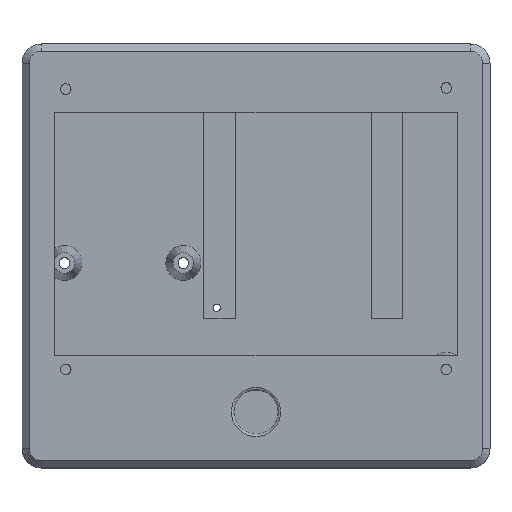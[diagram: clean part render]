
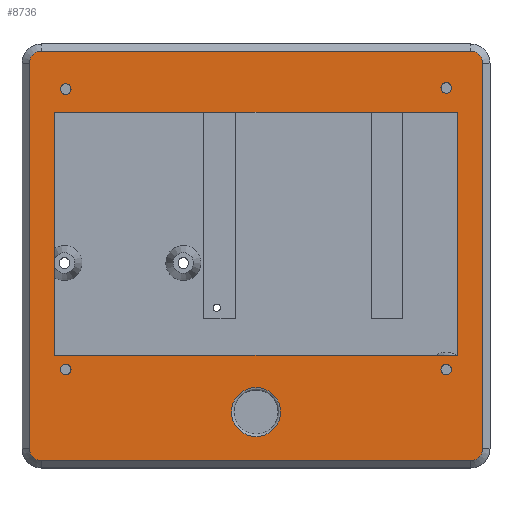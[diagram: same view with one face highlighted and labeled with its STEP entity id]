
A CAD part, top view. The second image highlights one B-rep face of the part: STEP entity #8736.
In plain terms, the highlighted planar face has unit normal (0, 0, 1).
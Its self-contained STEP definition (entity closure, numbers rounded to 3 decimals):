
#637=FACE_BOUND('',#1765,.T.);
#638=FACE_BOUND('',#1766,.T.);
#639=FACE_BOUND('',#1767,.T.);
#640=FACE_BOUND('',#1768,.T.);
#641=FACE_BOUND('',#1769,.T.);
#642=FACE_BOUND('',#1770,.T.);
#824=PLANE('',#9154);
#1236=FACE_OUTER_BOUND('',#1764,.T.);
#1764=EDGE_LOOP('',(#7967,#7968,#7969,#7970,#7971,#7972,#7973,#7974));
#1765=EDGE_LOOP('',(#7975));
#1766=EDGE_LOOP('',(#7976));
#1767=EDGE_LOOP('',(#7977,#7978));
#1768=EDGE_LOOP('',(#7979));
#1769=EDGE_LOOP('',(#7980,#7981,#7982,#7983));
#1770=EDGE_LOOP('',(#7984));
#2560=LINE('',#24738,#3367);
#2561=LINE('',#24742,#3368);
#2562=LINE('',#24746,#3369);
#2563=LINE('',#24750,#3370);
#2564=LINE('',#24754,#3371);
#2565=LINE('',#24756,#3372);
#2566=LINE('',#24758,#3373);
#2567=LINE('',#24759,#3374);
#3367=VECTOR('',#10642,10.);
#3368=VECTOR('',#10645,10.);
#3369=VECTOR('',#10648,10.);
#3370=VECTOR('',#10651,10.);
#3371=VECTOR('',#10654,10.);
#3372=VECTOR('',#10655,10.);
#3373=VECTOR('',#10656,10.);
#3374=VECTOR('',#10657,10.);
#3527=CIRCLE('',#9134,2.2);
#3529=CIRCLE('',#9137,2.2);
#3531=CIRCLE('',#9140,2.2);
#3533=CIRCLE('',#9143,2.2);
#3535=CIRCLE('',#9146,2.2);
#3536=CIRCLE('',#9148,10.1);
#3541=CIRCLE('',#9155,5.);
#3542=CIRCLE('',#9156,5.);
#3543=CIRCLE('',#9157,5.);
#3544=CIRCLE('',#9158,5.);
#4315=VERTEX_POINT('',#24696);
#4317=VERTEX_POINT('',#24702);
#4320=VERTEX_POINT('',#24709);
#4321=VERTEX_POINT('',#24711);
#4323=VERTEX_POINT('',#24720);
#4324=VERTEX_POINT('',#24724);
#4328=VERTEX_POINT('',#24736);
#4329=VERTEX_POINT('',#24737);
#4330=VERTEX_POINT('',#24739);
#4331=VERTEX_POINT('',#24741);
#4332=VERTEX_POINT('',#24743);
#4333=VERTEX_POINT('',#24745);
#4334=VERTEX_POINT('',#24747);
#4335=VERTEX_POINT('',#24749);
#4336=VERTEX_POINT('',#24752);
#4337=VERTEX_POINT('',#24753);
#4338=VERTEX_POINT('',#24755);
#4339=VERTEX_POINT('',#24757);
#5537=EDGE_CURVE('',#4315,#4315,#3527,.T.);
#5540=EDGE_CURVE('',#4317,#4317,#3529,.T.);
#5543=EDGE_CURVE('',#4321,#4320,#3531,.T.);
#5546=EDGE_CURVE('',#4320,#4321,#3533,.T.);
#5549=EDGE_CURVE('',#4323,#4323,#3535,.T.);
#5550=EDGE_CURVE('',#4324,#4324,#3536,.T.);
#5556=EDGE_CURVE('',#4328,#4329,#2560,.T.);
#5557=EDGE_CURVE('',#4330,#4328,#3541,.T.);
#5558=EDGE_CURVE('',#4331,#4330,#2561,.T.);
#5559=EDGE_CURVE('',#4332,#4331,#3542,.T.);
#5560=EDGE_CURVE('',#4333,#4332,#2562,.T.);
#5561=EDGE_CURVE('',#4334,#4333,#3543,.T.);
#5562=EDGE_CURVE('',#4335,#4334,#2563,.T.);
#5563=EDGE_CURVE('',#4329,#4335,#3544,.T.);
#5564=EDGE_CURVE('',#4336,#4337,#2564,.F.);
#5565=EDGE_CURVE('',#4337,#4338,#2565,.F.);
#5566=EDGE_CURVE('',#4338,#4339,#2566,.F.);
#5567=EDGE_CURVE('',#4339,#4336,#2567,.F.);
#7967=ORIENTED_EDGE('',*,*,#5556,.F.);
#7968=ORIENTED_EDGE('',*,*,#5557,.F.);
#7969=ORIENTED_EDGE('',*,*,#5558,.F.);
#7970=ORIENTED_EDGE('',*,*,#5559,.F.);
#7971=ORIENTED_EDGE('',*,*,#5560,.F.);
#7972=ORIENTED_EDGE('',*,*,#5561,.F.);
#7973=ORIENTED_EDGE('',*,*,#5562,.F.);
#7974=ORIENTED_EDGE('',*,*,#5563,.F.);
#7975=ORIENTED_EDGE('',*,*,#5537,.T.);
#7976=ORIENTED_EDGE('',*,*,#5540,.T.);
#7977=ORIENTED_EDGE('',*,*,#5543,.T.);
#7978=ORIENTED_EDGE('',*,*,#5546,.T.);
#7979=ORIENTED_EDGE('',*,*,#5549,.T.);
#7980=ORIENTED_EDGE('',*,*,#5564,.T.);
#7981=ORIENTED_EDGE('',*,*,#5565,.T.);
#7982=ORIENTED_EDGE('',*,*,#5566,.T.);
#7983=ORIENTED_EDGE('',*,*,#5567,.T.);
#7984=ORIENTED_EDGE('',*,*,#5550,.F.);
#8736=ADVANCED_FACE('',(#1236,#637,#638,#639,#640,#641,#642),#824,.T.);
#9134=AXIS2_PLACEMENT_3D('',#24698,#10595,#10596);
#9137=AXIS2_PLACEMENT_3D('',#24704,#10602,#10603);
#9140=AXIS2_PLACEMENT_3D('',#24712,#10609,#10610);
#9143=AXIS2_PLACEMENT_3D('',#24716,#10616,#10617);
#9146=AXIS2_PLACEMENT_3D('',#24722,#10623,#10624);
#9148=AXIS2_PLACEMENT_3D('',#24725,#10627,#10628);
#9154=AXIS2_PLACEMENT_3D('',#24735,#10640,#10641);
#9155=AXIS2_PLACEMENT_3D('',#24740,#10643,#10644);
#9156=AXIS2_PLACEMENT_3D('',#24744,#10646,#10647);
#9157=AXIS2_PLACEMENT_3D('',#24748,#10649,#10650);
#9158=AXIS2_PLACEMENT_3D('',#24751,#10652,#10653);
#10595=DIRECTION('center_axis',(0.,0.,-1.));
#10596=DIRECTION('ref_axis',(-1.,0.,0.));
#10602=DIRECTION('center_axis',(0.,0.,-1.));
#10603=DIRECTION('ref_axis',(-1.,0.,0.));
#10609=DIRECTION('center_axis',(0.,0.,-1.));
#10610=DIRECTION('ref_axis',(-1.,0.,0.));
#10616=DIRECTION('center_axis',(0.,0.,-1.));
#10617=DIRECTION('ref_axis',(-1.,0.,0.));
#10623=DIRECTION('center_axis',(0.,0.,-1.));
#10624=DIRECTION('ref_axis',(-1.,0.,0.));
#10627=DIRECTION('center_axis',(0.,0.,1.));
#10628=DIRECTION('ref_axis',(-1.,0.,0.));
#10640=DIRECTION('center_axis',(0.,0.,1.));
#10641=DIRECTION('ref_axis',(-1.,0.,0.));
#10642=DIRECTION('',(0.,-1.,0.));
#10643=DIRECTION('center_axis',(0.,0.,-1.));
#10644=DIRECTION('ref_axis',(1.,0.,0.));
#10645=DIRECTION('',(1.,0.,0.));
#10646=DIRECTION('center_axis',(0.,0.,-1.));
#10647=DIRECTION('ref_axis',(0.,1.,0.));
#10648=DIRECTION('',(0.,1.,0.));
#10649=DIRECTION('center_axis',(0.,0.,-1.));
#10650=DIRECTION('ref_axis',(-1.,0.,0.));
#10651=DIRECTION('',(-1.,0.,0.));
#10652=DIRECTION('center_axis',(0.,0.,-1.));
#10653=DIRECTION('ref_axis',(0.,-1.,0.));
#10654=DIRECTION('',(1.,0.,0.));
#10655=DIRECTION('',(0.,-1.,0.));
#10656=DIRECTION('',(-1.,0.,0.));
#10657=DIRECTION('',(0.,1.,0.));
#24696=CARTESIAN_POINT('',(163.1,4.055,48.6));
#24698=CARTESIAN_POINT('Origin',(160.9,4.055,48.6));
#24702=CARTESIAN_POINT('',(163.1,120.115,48.6));
#24704=CARTESIAN_POINT('Origin',(160.9,120.115,48.6));
#24709=CARTESIAN_POINT('',(6.2,4.053,48.6));
#24711=CARTESIAN_POINT('',(1.8,4.053,48.6));
#24712=CARTESIAN_POINT('Origin',(4.,4.05,48.6));
#24716=CARTESIAN_POINT('Origin',(4.,4.055,48.6));
#24720=CARTESIAN_POINT('',(6.2,119.67,48.6));
#24722=CARTESIAN_POINT('Origin',(4.,119.67,48.6));
#24724=CARTESIAN_POINT('',(92.55,-13.5,48.6));
#24725=CARTESIAN_POINT('Origin',(82.45,-13.5,48.6));
#24735=CARTESIAN_POINT('Origin',(82.45,50.885,48.6));
#24736=CARTESIAN_POINT('',(175.9,130.27,48.6));
#24737=CARTESIAN_POINT('',(175.9,-28.5,48.6));
#24738=CARTESIAN_POINT('',(175.9,11.193,48.6));
#24739=CARTESIAN_POINT('',(170.9,135.27,48.6));
#24740=CARTESIAN_POINT('Origin',(170.9,130.27,48.6));
#24741=CARTESIAN_POINT('',(-6.,135.27,48.6));
#24742=CARTESIAN_POINT('',(126.675,135.27,48.6));
#24743=CARTESIAN_POINT('',(-11.,130.27,48.6));
#24744=CARTESIAN_POINT('Origin',(-6.,130.27,48.6));
#24745=CARTESIAN_POINT('',(-11.,-28.5,48.6));
#24746=CARTESIAN_POINT('',(-11.,90.578,48.6));
#24747=CARTESIAN_POINT('',(-6.,-33.5,48.6));
#24748=CARTESIAN_POINT('Origin',(-6.,-28.5,48.6));
#24749=CARTESIAN_POINT('',(170.9,-33.5,48.6));
#24750=CARTESIAN_POINT('',(38.225,-33.5,48.6));
#24751=CARTESIAN_POINT('Origin',(170.9,-28.5,48.6));
#24752=CARTESIAN_POINT('',(165.3,9.855,48.6));
#24753=CARTESIAN_POINT('',(-0.4,9.855,48.6));
#24754=CARTESIAN_POINT('',(123.775,9.855,48.6));
#24755=CARTESIAN_POINT('',(-0.4,110.115,48.6));
#24756=CARTESIAN_POINT('',(-0.4,30.47,48.6));
#24757=CARTESIAN_POINT('',(165.3,110.115,48.6));
#24758=CARTESIAN_POINT('',(41.125,110.115,48.6));
#24759=CARTESIAN_POINT('',(165.3,80.4,48.6));
